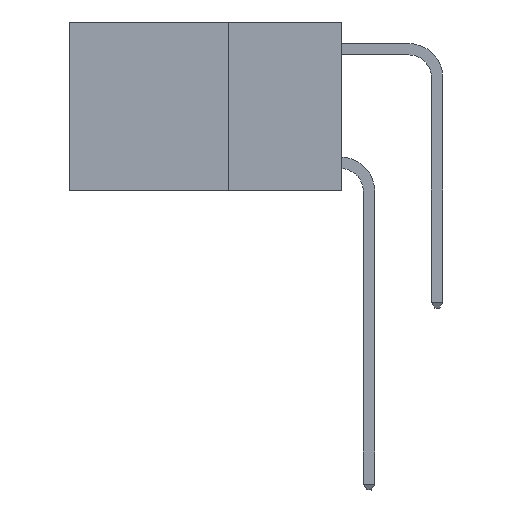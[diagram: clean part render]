
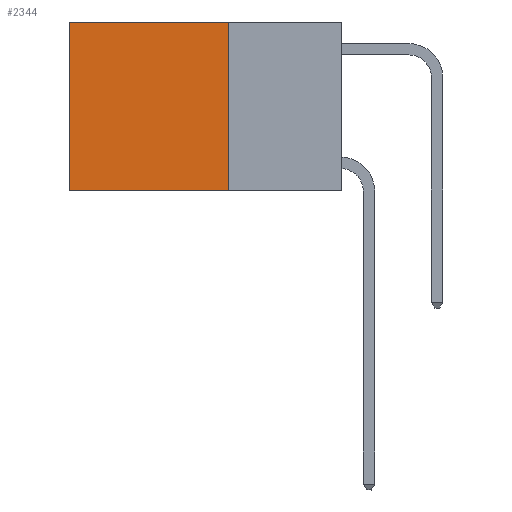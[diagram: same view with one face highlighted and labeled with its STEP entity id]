
A CAD part, left-side view. The second image highlights one B-rep face of the part: STEP entity #2344.
In plain terms, the highlighted planar face has unit normal (-1, 0, 0).
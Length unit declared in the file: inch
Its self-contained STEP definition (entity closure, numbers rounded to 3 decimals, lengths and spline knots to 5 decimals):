
#248 = CARTESIAN_POINT ( 'NONE',  ( 0.2625, 0.6, -0.37 ) ) ;
#647 = VECTOR ( 'NONE', #5948, 39.37008 ) ;
#736 = EDGE_LOOP ( 'NONE', ( #1195, #6129, #7928, #4306 ) ) ;
#951 = VECTOR ( 'NONE', #11276, 39.37008 ) ;
#1195 = ORIENTED_EDGE ( 'NONE', *, *, #2563, .T. ) ;
#1955 = CARTESIAN_POINT ( 'NONE',  ( 0.2625, 0.25, -0.37 ) ) ;
#2344 = ADVANCED_FACE ( 'NONE', ( #8772 ), #8681, .F. ) ;
#2563 = EDGE_CURVE ( 'NONE', #6722, #8442, #6436, .T. ) ;
#2761 = CARTESIAN_POINT ( 'NONE',  ( 0.2625, 0.25, 0. ) ) ;
#2953 = LINE ( 'NONE', #2761, #11306 ) ;
#3280 = DIRECTION ( 'NONE',  ( 1., 0., 0. ) ) ;
#3660 = CARTESIAN_POINT ( 'NONE',  ( 0.2625, 0.6, 0. ) ) ;
#4155 = EDGE_CURVE ( 'NONE', #13863, #6722, #2953, .T. ) ;
#4297 = AXIS2_PLACEMENT_3D ( 'NONE', #9796, #3280, #10904 ) ;
#4306 = ORIENTED_EDGE ( 'NONE', *, *, #4155, .T. ) ;
#4957 = DIRECTION ( 'NONE',  ( 0., 1., 0. ) ) ;
#5594 = CARTESIAN_POINT ( 'NONE',  ( 0.2625, 0.25, 0. ) ) ;
#5786 = LINE ( 'NONE', #1955, #8294 ) ;
#5948 = DIRECTION ( 'NONE',  ( 0., 0., -1. ) ) ;
#6129 = ORIENTED_EDGE ( 'NONE', *, *, #10953, .F. ) ;
#6436 = LINE ( 'NONE', #3660, #951 ) ;
#6722 = VERTEX_POINT ( 'NONE', #13382 ) ;
#6809 = LINE ( 'NONE', #9145, #647 ) ;
#7928 = ORIENTED_EDGE ( 'NONE', *, *, #10199, .F. ) ;
#8197 = VERTEX_POINT ( 'NONE', #10766 ) ;
#8294 = VECTOR ( 'NONE', #10711, 39.37008 ) ;
#8442 = VERTEX_POINT ( 'NONE', #248 ) ;
#8681 = PLANE ( 'NONE',  #4297 ) ;
#8772 = FACE_OUTER_BOUND ( 'NONE', #736, .T. ) ;
#9145 = CARTESIAN_POINT ( 'NONE',  ( 0.2625, 0.25, 0. ) ) ;
#9796 = CARTESIAN_POINT ( 'NONE',  ( 0.2625, 0.25, 0. ) ) ;
#10199 = EDGE_CURVE ( 'NONE', #13863, #8197, #6809, .T. ) ;
#10711 = DIRECTION ( 'NONE',  ( 0., 1., 0. ) ) ;
#10766 = CARTESIAN_POINT ( 'NONE',  ( 0.2625, 0.25, -0.37 ) ) ;
#10904 = DIRECTION ( 'NONE',  ( 0., 0., -1. ) ) ;
#10953 = EDGE_CURVE ( 'NONE', #8197, #8442, #5786, .T. ) ;
#11276 = DIRECTION ( 'NONE',  ( 0., 0., -1. ) ) ;
#11306 = VECTOR ( 'NONE', #4957, 39.37008 ) ;
#13382 = CARTESIAN_POINT ( 'NONE',  ( 0.2625, 0.6, 0. ) ) ;
#13863 = VERTEX_POINT ( 'NONE', #5594 ) ;
